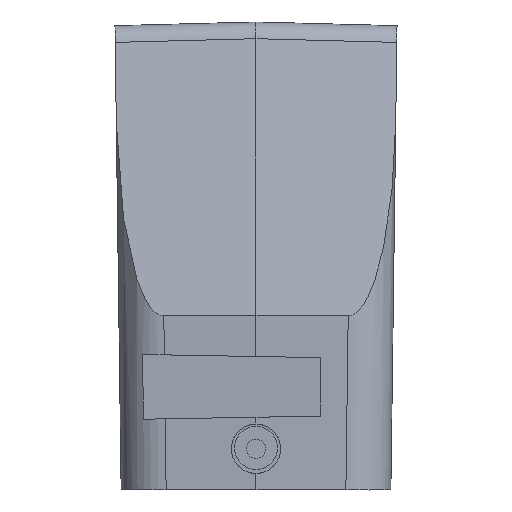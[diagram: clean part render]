
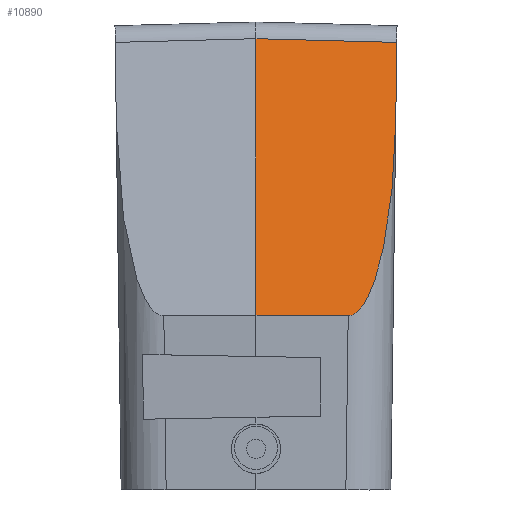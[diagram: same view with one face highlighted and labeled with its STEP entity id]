
A CAD part, front view. The second image highlights one B-rep face of the part: STEP entity #10890.
In plain terms, the highlighted face is planar.
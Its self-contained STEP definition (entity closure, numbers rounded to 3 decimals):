
#10410=CARTESIAN_POINT('',(-51.559,-120.574,
-22.811));
#10420=DIRECTION('',(-0.974,-0.225,
-0.026));
#10430=DIRECTION('',(-0.225,0.974,0.));
#10440=AXIS2_PLACEMENT_3D('',#10410,#10420,#10430);
#10450=PLANE('',#10440);
#10460=CARTESIAN_POINT('',(-51.94,-118.99,
-22.239));
#10470=DIRECTION('',(-0.021,-0.026,
0.999));
#10480=VECTOR('',#10470,1.);
#10490=LINE('',#10460,#10480);
#10500=CARTESIAN_POINT('',(-51.94,-118.99,
-22.239));
#10510=VERTEX_POINT('',#10500);
#10520=CARTESIAN_POINT('',(-52.416,-119.588,
0.625));
#10530=VERTEX_POINT('',#10520);
#10540=EDGE_CURVE('',#10510,#10530,#10490,.T.);
#10550=ORIENTED_EDGE('',*,*,#10540,.T.);
#10560=CARTESIAN_POINT('',(-76.794,-11.5,
-20.814));
#10570=DIRECTION('',(-0.225,0.974,
0.013));
#10580=VECTOR('',#10570,1.);
#10590=LINE('',#10560,#10580);
#10600=CARTESIAN_POINT('',(-54.89,-106.233,
-22.07));
#10610=VERTEX_POINT('',#10600);
#10620=EDGE_CURVE('',#10510,#10610,#10590,.T.);
#10630=ORIENTED_EDGE('',*,*,#10620,.F.);
#10640=CARTESIAN_POINT('',(-54.889,-107.106,
-14.581));
#10650=DIRECTION('',(-0.974,-0.225,
-0.026));
#10660=DIRECTION('',(-0.225,0.974,
0.008));
#10670=AXIS2_PLACEMENT_3D('',#10640,#10650,#10660);
#10680=ELLIPSE('',#10670,33.354,7.5);
#10690=CARTESIAN_POINT('',(-62.398,-74.609,
-14.346));
#10700=VERTEX_POINT('',#10690);
#10710=EDGE_CURVE('',#10700,#10610,#10680,.T.);
#10720=ORIENTED_EDGE('',*,*,#10710,.T.);
#10730=CARTESIAN_POINT('',(-62.781,-74.653,
0.266));
#10740=DIRECTION('',(0.026,0.003,
-1.));
#10750=VECTOR('',#10740,1.);
#10760=LINE('',#10730,#10750);
#10770=CARTESIAN_POINT('',(-62.79,-74.654,
0.625));
#10780=VERTEX_POINT('',#10770);
#10790=EDGE_CURVE('',#10780,#10700,#10760,.T.);
#10800=ORIENTED_EDGE('',*,*,#10790,.T.);
#10810=CARTESIAN_POINT('',(-77.37,-11.5,
0.625));
#10820=DIRECTION('',(0.225,-0.974,
0.));
#10830=VECTOR('',#10820,1.);
#10840=LINE('',#10810,#10830);
#10850=EDGE_CURVE('',#10780,#10530,#10840,.T.);
#10860=ORIENTED_EDGE('',*,*,#10850,.F.);
#10870=EDGE_LOOP('',(#10860,#10800,#10720,#10630,#10550));
#10880=FACE_OUTER_BOUND('',#10870,.T.);
#10890=ADVANCED_FACE('',(#10880),#10450,.T.);
